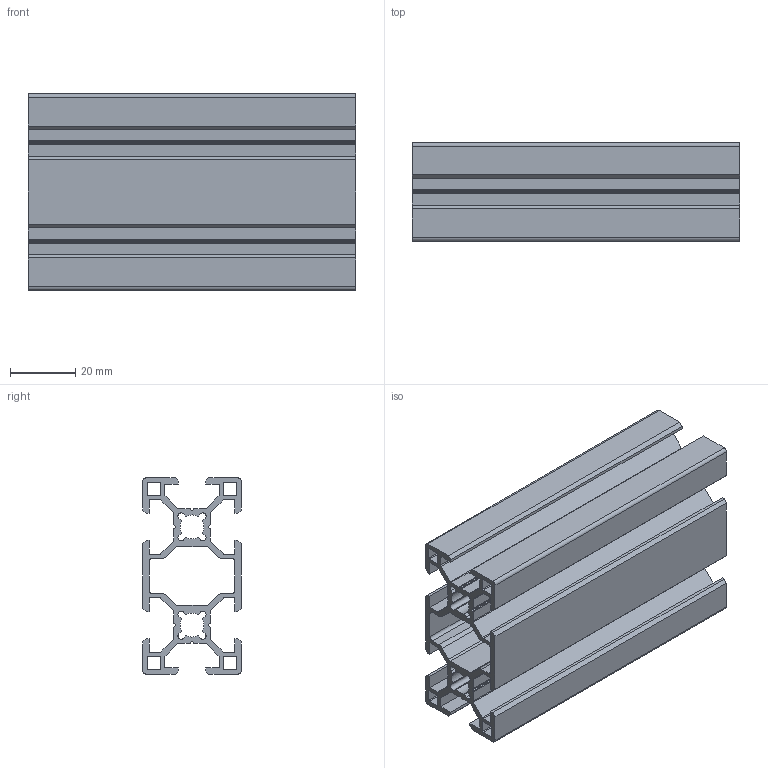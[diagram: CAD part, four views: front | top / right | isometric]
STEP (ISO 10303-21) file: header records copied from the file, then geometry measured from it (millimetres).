
FILE_DESCRIPTION (( 'STEP AP214' ), '1' );
FILE_NAME ('084107.003.STEP', '2020-07-23T08:13:53', ( '' ), ( '' ), 'SwSTEP 2.0', 'SolidWorks 2018', '' );
FILE_SCHEMA (( 'AUTOMOTIVE_DESIGN' ));
Length unit declared in the file: millimetre
Products named in the file (1): 084107.003
Bounding box: 100 x 30 x 60 mm (x, y, z)
Volume: 48640.3 mm3; surface area: 58001.1 mm2
Topology: 1 solids, 1 shells, 257 faces, 765 edges, 510 vertices
Faces by surface type: plane 140, cylinder 117
Entity records: 8735 total; most frequent: CARTESIAN_POINT 1533, ORIENTED_EDGE 1530, DIRECTION 1515, EDGE_CURVE 765, VECTOR 531, LINE 531, VERTEX_POINT 510, AXIS2_PLACEMENT_3D 492
